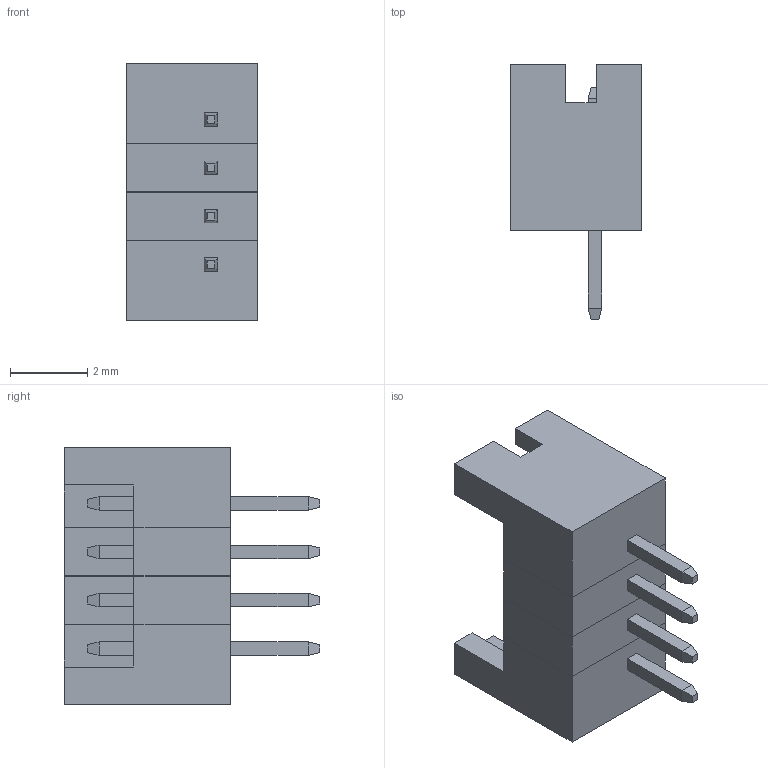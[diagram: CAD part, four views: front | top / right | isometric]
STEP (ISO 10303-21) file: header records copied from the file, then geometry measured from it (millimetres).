
FILE_DESCRIPTION (( 'STEP AP214' ), '1' );
FILE_NAME ('DF13-4P-1.25DSA.STEP', '2018-09-29T13:28:09', ( '' ), ( '' ), 'SwSTEP 2.0', 'SolidWorks 2018', '' );
FILE_SCHEMA (( 'AUTOMOTIVE_DESIGN' ));
Length unit declared in the file: millimetre
Products named in the file (1): DF13-4P-1.25DSA
Bounding box: 3.4 x 6.6 x 6.65 mm (x, y, z)
Volume: 53.3 mm3; surface area: 227.3 mm2
Topology: 4 solids, 4 shells, 124 faces, 292 edges, 184 vertices
Faces by surface type: plane 124
Entity records: 4293 total; most frequent: CARTESIAN_POINT 601, ORIENTED_EDGE 584, DIRECTION 542, VECTOR 292, EDGE_CURVE 292, LINE 292, VERTEX_POINT 184, EDGE_LOOP 132
